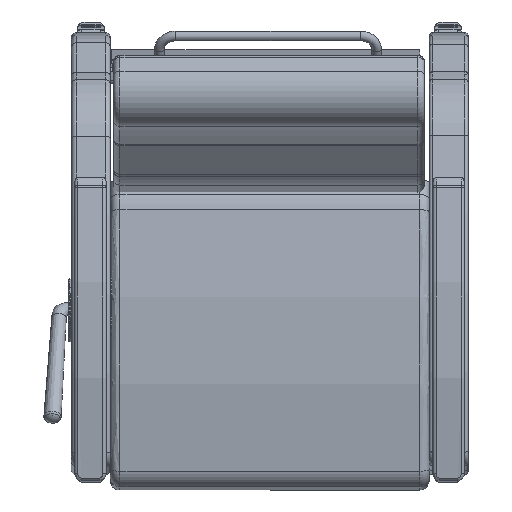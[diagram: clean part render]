
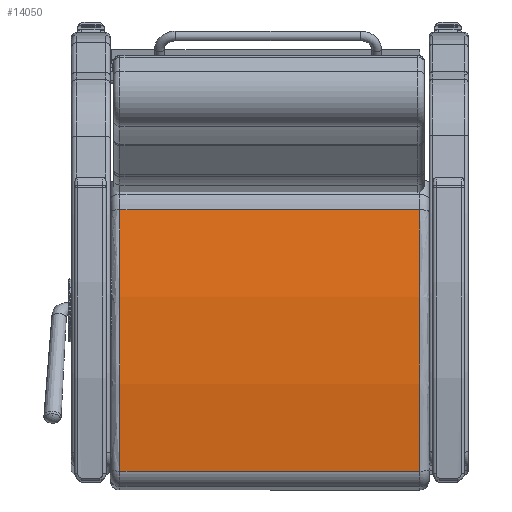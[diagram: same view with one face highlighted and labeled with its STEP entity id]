
A CAD part, front view. The second image highlights one B-rep face of the part: STEP entity #14050.
In plain terms, the highlighted free-form (B-spline) face has degree [1, 2] with [2, 3] control points.
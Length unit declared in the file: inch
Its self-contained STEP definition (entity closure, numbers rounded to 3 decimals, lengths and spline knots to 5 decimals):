
#326=(
BOUNDED_SURFACE()
B_SPLINE_SURFACE(1,2,((#22567,#22568,#22569),(#22570,#22571,#22572)),
 .UNSPECIFIED.,.F.,.F.,.F.)
B_SPLINE_SURFACE_WITH_KNOTS((2,2),(3,3),(-0.19254,0.19254),
(1.36178,1.69928),.UNSPECIFIED.)
GEOMETRIC_REPRESENTATION_ITEM()
RATIONAL_B_SPLINE_SURFACE(((1.,0.986,1.),(1.,0.986,
1.)))
REPRESENTATION_ITEM('')
SURFACE()
);
#598=ELLIPSE('',#15358,60.05357,60.);
#608=ELLIPSE('',#15386,60.05357,60.);
#1347=FACE_OUTER_BOUND('',#2304,.T.);
#2304=EDGE_LOOP('',(#9638,#9639,#9640,#9641));
#3375=LINE('',#22565,#4288);
#3376=LINE('',#22574,#4289);
#4288=VECTOR('',#17504,0.3937);
#4289=VECTOR('',#17507,0.3937);
#6150=VERTEX_POINT('',#22357);
#6151=VERTEX_POINT('',#22358);
#6176=VERTEX_POINT('',#22564);
#6177=VERTEX_POINT('',#22573);
#7468=EDGE_CURVE('',#6150,#6151,#598,.T.);
#7506=EDGE_CURVE('',#6151,#6176,#3375,.T.);
#7508=EDGE_CURVE('',#6150,#6177,#3376,.T.);
#7509=EDGE_CURVE('',#6176,#6177,#608,.T.);
#9638=ORIENTED_EDGE('',*,*,#7468,.F.);
#9639=ORIENTED_EDGE('',*,*,#7508,.T.);
#9640=ORIENTED_EDGE('',*,*,#7509,.F.);
#9641=ORIENTED_EDGE('',*,*,#7506,.F.);
#14050=ADVANCED_FACE('',(#1347),#326,.F.);
#15358=AXIS2_PLACEMENT_3D('',#22359,#17436,#17437);
#15386=AXIS2_PLACEMENT_3D('',#22575,#17508,#17509);
#17436=DIRECTION('center_axis',(0.,0.,-1.));
#17437=DIRECTION('ref_axis',(1.,0.,0.));
#17504=DIRECTION('',(0.,0.,1.));
#17507=DIRECTION('',(0.,0.,1.));
#17508=DIRECTION('center_axis',(0.,0.,1.));
#17509=DIRECTION('ref_axis',(1.,0.,0.));
#22357=CARTESIAN_POINT('',(-10.04459,1.25621,-11.5625));
#22358=CARTESIAN_POINT('',(10.1114,0.44486,-11.5625));
#22359=CARTESIAN_POINT('Origin',(-2.34979,-58.24922,-11.5625));
#22564=CARTESIAN_POINT('',(10.1114,0.44486,11.5625));
#22565=CARTESIAN_POINT('',(10.1114,0.44486,0.));
#22567=CARTESIAN_POINT('Ctrl Pts',(10.1114,0.44486,-11.5625));
#22568=CARTESIAN_POINT('Ctrl Pts',(0.10258,2.56602,-11.5625));
#22569=CARTESIAN_POINT('Ctrl Pts',(-10.04459,1.25621,-11.5625));
#22570=CARTESIAN_POINT('Ctrl Pts',(10.1114,0.44486,11.5625));
#22571=CARTESIAN_POINT('Ctrl Pts',(0.10258,2.56602,11.5625));
#22572=CARTESIAN_POINT('Ctrl Pts',(-10.04459,1.25621,11.5625));
#22573=CARTESIAN_POINT('',(-10.04459,1.25621,11.5625));
#22574=CARTESIAN_POINT('',(-10.04459,1.25621,0.));
#22575=CARTESIAN_POINT('Origin',(-2.34979,-58.24922,11.5625));
